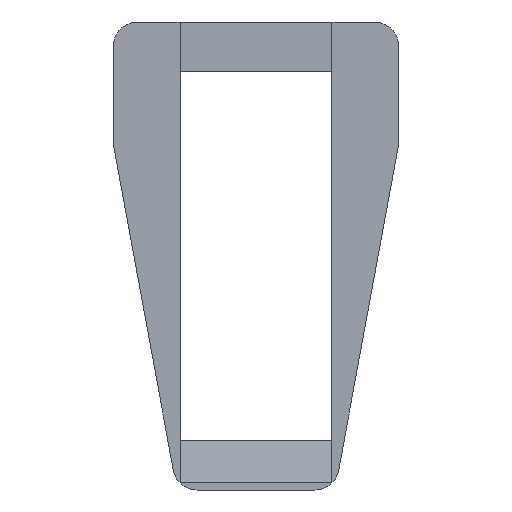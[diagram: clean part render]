
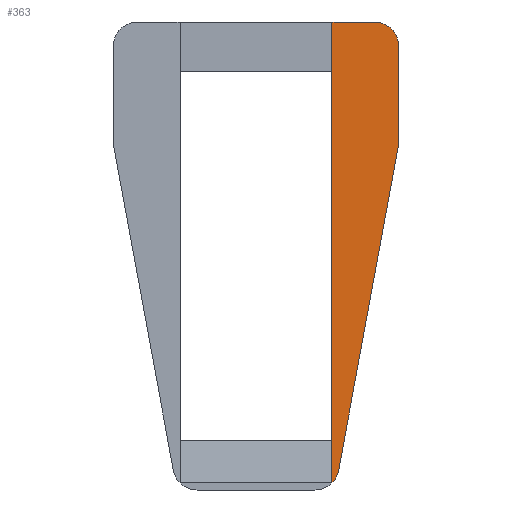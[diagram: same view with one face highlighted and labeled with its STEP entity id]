
A CAD part, front view. The second image highlights one B-rep face of the part: STEP entity #363.
In plain terms, the highlighted planar face has unit normal (0, -1, 0).
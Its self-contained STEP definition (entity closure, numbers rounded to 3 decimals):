
#24=CIRCLE('',#401,2.);
#25=CIRCLE('',#402,2.);
#35=FACE_OUTER_BOUND('',#54,.T.);
#54=EDGE_LOOP('',(#265,#266,#267,#268,#269,#270));
#80=LINE('',#553,#122);
#88=LINE('',#573,#130);
#89=LINE('',#577,#131);
#90=LINE('',#579,#132);
#122=VECTOR('',#445,10.);
#130=VECTOR('',#461,10.);
#131=VECTOR('',#464,10.);
#132=VECTOR('',#465,10.);
#164=VERTEX_POINT('',#550);
#165=VERTEX_POINT('',#552);
#173=VERTEX_POINT('',#572);
#174=VERTEX_POINT('',#574);
#175=VERTEX_POINT('',#576);
#176=VERTEX_POINT('',#578);
#200=EDGE_CURVE('',#165,#164,#80,.T.);
#210=EDGE_CURVE('',#164,#173,#88,.T.);
#211=EDGE_CURVE('',#174,#173,#24,.T.);
#212=EDGE_CURVE('',#174,#175,#89,.T.);
#213=EDGE_CURVE('',#175,#176,#90,.T.);
#214=EDGE_CURVE('',#165,#176,#25,.T.);
#265=ORIENTED_EDGE('',*,*,#210,.T.);
#266=ORIENTED_EDGE('',*,*,#211,.F.);
#267=ORIENTED_EDGE('',*,*,#212,.T.);
#268=ORIENTED_EDGE('',*,*,#213,.T.);
#269=ORIENTED_EDGE('',*,*,#214,.F.);
#270=ORIENTED_EDGE('',*,*,#200,.T.);
#347=PLANE('',#400);
#363=ADVANCED_FACE('',(#35),#347,.F.);
#400=AXIS2_PLACEMENT_3D('',#571,#459,#460);
#401=AXIS2_PLACEMENT_3D('',#575,#462,#463);
#402=AXIS2_PLACEMENT_3D('',#580,#466,#467);
#445=DIRECTION('',(-1.,0.,0.));
#459=DIRECTION('center_axis',(0.,1.,0.));
#460=DIRECTION('ref_axis',(1.,0.,0.));
#461=DIRECTION('',(0.,0.,-1.));
#462=DIRECTION('center_axis',(0.,1.,0.));
#463=DIRECTION('ref_axis',(0.64,0.,-0.768));
#464=DIRECTION('',(0.181,0.,0.983));
#465=DIRECTION('',(0.,0.,1.));
#466=DIRECTION('center_axis',(0.,1.,0.));
#467=DIRECTION('ref_axis',(0.707,0.,0.707));
#550=CARTESIAN_POINT('',(18.,0.,38.5));
#552=CARTESIAN_POINT('',(21.5,0.,38.5));
#553=CARTESIAN_POINT('',(23.5,0.,38.5));
#571=CARTESIAN_POINT('Origin',(11.75,0.,19.25));
#572=CARTESIAN_POINT('',(18.,0.,0.587));
#573=CARTESIAN_POINT('',(18.,0.,11.675));
#574=CARTESIAN_POINT('',(18.552,0.,1.638));
#575=CARTESIAN_POINT('Origin',(16.585,0.,2.));
#576=CARTESIAN_POINT('',(23.5,0.,28.5));
#577=CARTESIAN_POINT('',(22.483,0.,22.98));
#578=CARTESIAN_POINT('',(23.5,0.,36.5));
#579=CARTESIAN_POINT('',(23.5,0.,0.));
#580=CARTESIAN_POINT('Origin',(21.5,0.,36.5));
